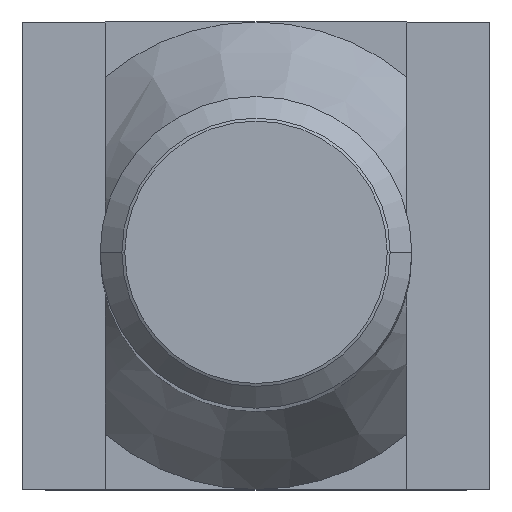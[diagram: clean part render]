
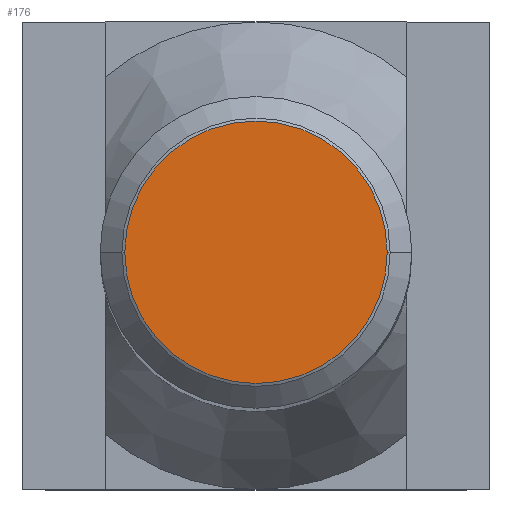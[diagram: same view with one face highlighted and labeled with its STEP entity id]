
A CAD part, top view. The second image highlights one B-rep face of the part: STEP entity #176.
In plain terms, the highlighted planar face has unit normal (0, 0, 1).
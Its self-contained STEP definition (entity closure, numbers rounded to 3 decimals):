
#158=EDGE_CURVE('',#294,#380,#418,.T.);
#176=ADVANCED_FACE('',(#438),#439,.T.);
#262=EDGE_CURVE('',#380,#294,#536,.T.);
#294=VERTEX_POINT('',#570);
#380=VERTEX_POINT('',#662);
#418=CIRCLE('',#698,5.053);
#438=FACE_OUTER_BOUND('',#725,.T.);
#439=PLANE('',#726);
#536=CIRCLE('',#863,5.053);
#570=CARTESIAN_POINT('',(-5.053,0.,80.));
#662=CARTESIAN_POINT('',(5.053,0.,80.0));
#698=AXIS2_PLACEMENT_3D('',#1101,#1102,#1103);
#725=EDGE_LOOP('',(#1127,#1128));
#726=AXIS2_PLACEMENT_3D('',#1129,#1130,#1131);
#863=AXIS2_PLACEMENT_3D('',#1248,#1249,#1250);
#1101=CARTESIAN_POINT('',(0.0,0.,80.));
#1102=DIRECTION('',(0.0,-0.0,1.0));
#1103=DIRECTION('',(1.0,0.,0.0));
#1127=ORIENTED_EDGE('',*,*,#262,.T.);
#1128=ORIENTED_EDGE('',*,*,#158,.T.);
#1129=CARTESIAN_POINT('',(-2.55,0.,80.));
#1130=DIRECTION('',(0.0,0.0,1.0));
#1131=DIRECTION('',(-1.0,0.,0.0));
#1248=CARTESIAN_POINT('',(0.0,0.,80.));
#1249=DIRECTION('',(0.0,-0.0,1.0));
#1250=DIRECTION('',(1.0,0.,0.0));
